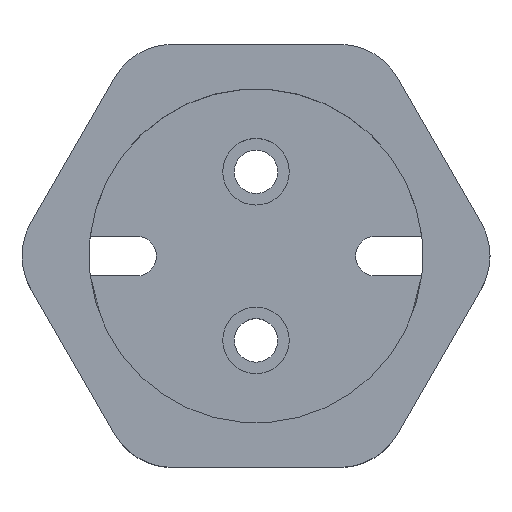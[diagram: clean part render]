
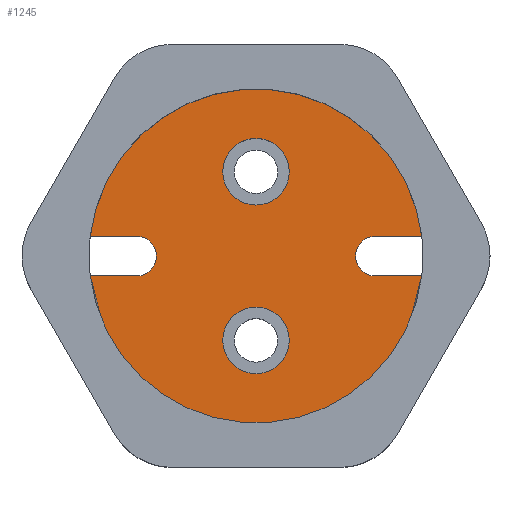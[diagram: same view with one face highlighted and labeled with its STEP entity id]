
A CAD part, top view. The second image highlights one B-rep face of the part: STEP entity #1245.
In plain terms, the highlighted planar face has unit normal (0, 0, 1).
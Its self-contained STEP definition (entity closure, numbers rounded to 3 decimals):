
#729 = VERTEX_POINT('',#730);
#730 = CARTESIAN_POINT('',(18.,3.,7.));
#736 = EDGE_CURVE('',#737,#729,#739,.T.);
#737 = VERTEX_POINT('',#738);
#738 = CARTESIAN_POINT('',(18.,-3.,7.));
#739 = CIRCLE('',#740,3.);
#740 = AXIS2_PLACEMENT_3D('',#741,#742,#743);
#741 = CARTESIAN_POINT('',(18.,0.,7.));
#742 = DIRECTION('',(0.,0.,-1.));
#743 = DIRECTION('',(1.,0.,0.));
#761 = EDGE_CURVE('',#762,#729,#764,.T.);
#762 = VERTEX_POINT('',#763);
#763 = CARTESIAN_POINT('',(24.97,3.,7.));
#764 = LINE('',#765,#766);
#765 = CARTESIAN_POINT('',(9.,3.,7.));
#766 = VECTOR('',#767,1.);
#767 = DIRECTION('',(-1.,0.,0.));
#785 = EDGE_CURVE('',#786,#737,#788,.T.);
#786 = VERTEX_POINT('',#787);
#787 = CARTESIAN_POINT('',(24.97,-3.,7.));
#788 = LINE('',#789,#790);
#789 = CARTESIAN_POINT('',(9.,-3.,7.));
#790 = VECTOR('',#791,1.);
#791 = DIRECTION('',(-1.,0.,0.));
#836 = VERTEX_POINT('',#837);
#837 = CARTESIAN_POINT('',(-18.,-3.,7.));
#843 = EDGE_CURVE('',#844,#836,#846,.T.);
#844 = VERTEX_POINT('',#845);
#845 = CARTESIAN_POINT('',(-18.,3.,7.));
#846 = CIRCLE('',#847,3.);
#847 = AXIS2_PLACEMENT_3D('',#848,#849,#850);
#848 = CARTESIAN_POINT('',(-18.,0.,7.));
#849 = DIRECTION('',(0.,0.,-1.));
#850 = DIRECTION('',(-1.,0.,0.));
#868 = EDGE_CURVE('',#869,#844,#871,.T.);
#869 = VERTEX_POINT('',#870);
#870 = CARTESIAN_POINT('',(-24.97,3.,7.));
#871 = LINE('',#872,#873);
#872 = CARTESIAN_POINT('',(-9.,3.,7.));
#873 = VECTOR('',#874,1.);
#874 = DIRECTION('',(1.,0.,0.));
#893 = VERTEX_POINT('',#894);
#894 = CARTESIAN_POINT('',(-24.97,-3.,7.));
#917 = EDGE_CURVE('',#893,#836,#918,.T.);
#918 = LINE('',#919,#920);
#919 = CARTESIAN_POINT('',(-9.,-3.,7.));
#920 = VECTOR('',#921,1.);
#921 = DIRECTION('',(1.,0.,0.));
#981 = EDGE_CURVE('',#762,#869,#982,.T.);
#982 = CIRCLE('',#983,25.15);
#983 = AXIS2_PLACEMENT_3D('',#984,#985,#986);
#984 = CARTESIAN_POINT('',(0.,0.,7.));
#985 = DIRECTION('',(0.,0.,1.));
#986 = DIRECTION('',(1.,0.,0.));
#1090 = EDGE_CURVE('',#893,#786,#1091,.T.);
#1091 = CIRCLE('',#1092,25.15);
#1092 = AXIS2_PLACEMENT_3D('',#1093,#1094,#1095);
#1093 = CARTESIAN_POINT('',(0.,0.,7.));
#1094 = DIRECTION('',(0.,0.,1.));
#1095 = DIRECTION('',(1.,0.,0.));
#1245 = ADVANCED_FACE('',(#1246,#1256,#1267),#1278,.T.);
#1246 = FACE_BOUND('',#1247,.T.);
#1247 = EDGE_LOOP('',(#1248,#1249,#1250,#1251,#1252,#1253,#1254,#1255));
#1248 = ORIENTED_EDGE('',*,*,#761,.F.);
#1249 = ORIENTED_EDGE('',*,*,#981,.T.);
#1250 = ORIENTED_EDGE('',*,*,#868,.T.);
#1251 = ORIENTED_EDGE('',*,*,#843,.T.);
#1252 = ORIENTED_EDGE('',*,*,#917,.F.);
#1253 = ORIENTED_EDGE('',*,*,#1090,.T.);
#1254 = ORIENTED_EDGE('',*,*,#785,.T.);
#1255 = ORIENTED_EDGE('',*,*,#736,.T.);
#1256 = FACE_BOUND('',#1257,.T.);
#1257 = EDGE_LOOP('',(#1258));
#1258 = ORIENTED_EDGE('',*,*,#1259,.F.);
#1259 = EDGE_CURVE('',#1260,#1260,#1262,.T.);
#1260 = VERTEX_POINT('',#1261);
#1261 = CARTESIAN_POINT('',(5.013,-12.7,7.));
#1262 = CIRCLE('',#1263,5.013);
#1263 = AXIS2_PLACEMENT_3D('',#1264,#1265,#1266);
#1264 = CARTESIAN_POINT('',(0.,-12.7,7.));
#1265 = DIRECTION('',(0.,0.,1.));
#1266 = DIRECTION('',(1.,0.,0.));
#1267 = FACE_BOUND('',#1268,.T.);
#1268 = EDGE_LOOP('',(#1269));
#1269 = ORIENTED_EDGE('',*,*,#1270,.F.);
#1270 = EDGE_CURVE('',#1271,#1271,#1273,.T.);
#1271 = VERTEX_POINT('',#1272);
#1272 = CARTESIAN_POINT('',(5.013,12.7,7.));
#1273 = CIRCLE('',#1274,5.013);
#1274 = AXIS2_PLACEMENT_3D('',#1275,#1276,#1277);
#1275 = CARTESIAN_POINT('',(0.,12.7,7.));
#1276 = DIRECTION('',(0.,0.,1.));
#1277 = DIRECTION('',(1.,0.,0.));
#1278 = PLANE('',#1279);
#1279 = AXIS2_PLACEMENT_3D('',#1280,#1281,#1282);
#1280 = CARTESIAN_POINT('',(0.,0.,7.));
#1281 = DIRECTION('',(0.,0.,1.));
#1282 = DIRECTION('',(0.,1.,0.));
